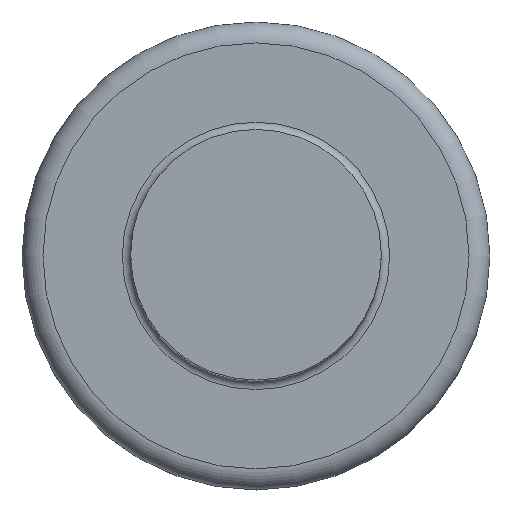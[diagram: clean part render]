
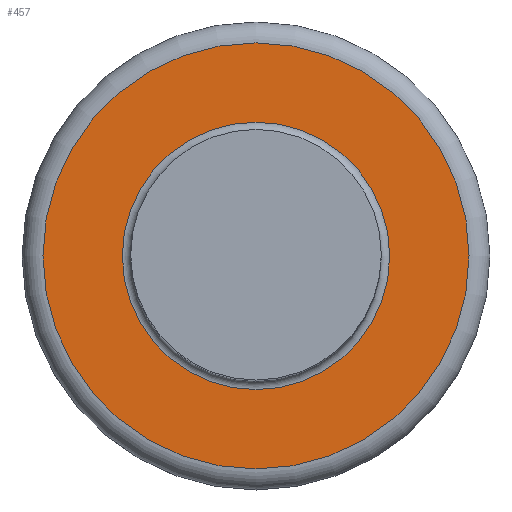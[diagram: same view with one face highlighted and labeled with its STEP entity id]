
A CAD part, top view. The second image highlights one B-rep face of the part: STEP entity #457.
In plain terms, the highlighted planar face has unit normal (0, 0, 1).
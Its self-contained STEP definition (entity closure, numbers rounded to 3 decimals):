
#19=FACE_BOUND('',#98,.T.);
#69=FACE_OUTER_BOUND('',#97,.T.);
#97=EDGE_LOOP('',(#310,#311));
#98=EDGE_LOOP('',(#312,#313));
#129=CIRCLE('',#510,2.55);
#130=CIRCLE('',#511,2.55);
#131=CIRCLE('',#512,1.6);
#132=CIRCLE('',#513,1.6);
#186=VERTEX_POINT('',#788);
#187=VERTEX_POINT('',#789);
#188=VERTEX_POINT('',#792);
#189=VERTEX_POINT('',#793);
#235=EDGE_CURVE('',#186,#187,#129,.T.);
#236=EDGE_CURVE('',#187,#186,#130,.T.);
#237=EDGE_CURVE('',#188,#189,#131,.F.);
#238=EDGE_CURVE('',#189,#188,#132,.F.);
#310=ORIENTED_EDGE('',*,*,#235,.T.);
#311=ORIENTED_EDGE('',*,*,#236,.T.);
#312=ORIENTED_EDGE('',*,*,#237,.T.);
#313=ORIENTED_EDGE('',*,*,#238,.T.);
#447=PLANE('',#509);
#457=ADVANCED_FACE('',(#69,#19),#447,.T.);
#509=AXIS2_PLACEMENT_3D('',#787,#603,#604);
#510=AXIS2_PLACEMENT_3D('',#790,#605,#606);
#511=AXIS2_PLACEMENT_3D('',#791,#607,#608);
#512=AXIS2_PLACEMENT_3D('',#794,#609,#610);
#513=AXIS2_PLACEMENT_3D('',#795,#611,#612);
#603=DIRECTION('center_axis',(0.,0.,1.));
#604=DIRECTION('ref_axis',(1.,0.,0.));
#605=DIRECTION('center_axis',(0.,0.,1.));
#606=DIRECTION('ref_axis',(0.,-1.,0.));
#607=DIRECTION('center_axis',(0.,0.,1.));
#608=DIRECTION('ref_axis',(0.,-1.,0.));
#609=DIRECTION('center_axis',(0.,0.,1.));
#610=DIRECTION('ref_axis',(0.,-1.,0.));
#611=DIRECTION('center_axis',(0.,0.,1.));
#612=DIRECTION('ref_axis',(0.,-1.,0.));
#787=CARTESIAN_POINT('Origin',(0.,1.5,0.));
#788=CARTESIAN_POINT('',(0.,-2.55,0.));
#789=CARTESIAN_POINT('',(-2.55,0.,0.));
#790=CARTESIAN_POINT('Origin',(0.,0.,0.));
#791=CARTESIAN_POINT('Origin',(0.,0.,0.));
#792=CARTESIAN_POINT('',(0.,-1.6,0.));
#793=CARTESIAN_POINT('',(-1.6,0.,0.));
#794=CARTESIAN_POINT('Origin',(0.,0.,0.));
#795=CARTESIAN_POINT('Origin',(0.,0.,0.));
